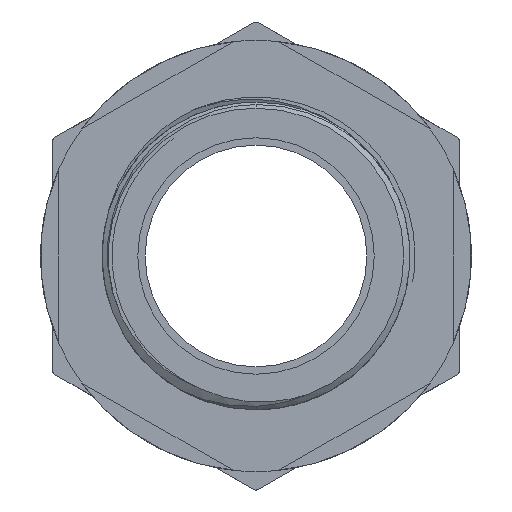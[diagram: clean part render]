
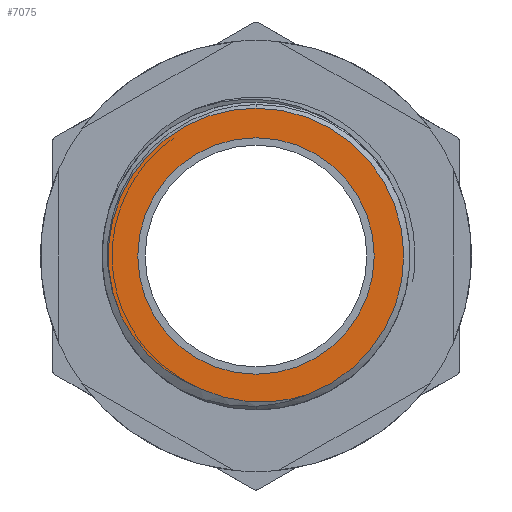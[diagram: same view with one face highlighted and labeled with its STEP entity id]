
A CAD part, front view. The second image highlights one B-rep face of the part: STEP entity #7075.
In plain terms, the highlighted planar face has unit normal (0, -1, 0).
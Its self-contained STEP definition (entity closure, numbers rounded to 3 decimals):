
#229 = CARTESIAN_POINT ( 'NONE',  ( 1.709, -10., -11.791 ) ) ;
#230 = CARTESIAN_POINT ( 'NONE',  ( -10.97, -10., -4.863 ) ) ;
#246 = VERTEX_POINT ( 'NONE', #9291 ) ;
#711 = VERTEX_POINT ( 'NONE', #6870 ) ;
#952 = DIRECTION ( 'NONE',  ( 0., -1., 0. ) ) ;
#958 = FACE_OUTER_BOUND ( 'NONE', #14192, .T. ) ;
#1378 = CARTESIAN_POINT ( 'NONE',  ( -4.162, -10., -10.942 ) ) ;
#1430 = CARTESIAN_POINT ( 'NONE',  ( 3.544, -10., -11.462 ) ) ;
#1432 = CARTESIAN_POINT ( 'NONE',  ( -10.629, -10., -5.526 ) ) ;
#1832 = CARTESIAN_POINT ( 'NONE',  ( 0., -10., 0. ) ) ;
#2426 = CIRCLE ( 'NONE', #3041, 12. ) ;
#2518 = CARTESIAN_POINT ( 'NONE',  ( -4.505, -10., -10.784 ) ) ;
#2613 = CARTESIAN_POINT ( 'NONE',  ( -10.028, -10., -6.481 ) ) ;
#2984 = DIRECTION ( 'NONE',  ( 0., 0., -1. ) ) ;
#3041 = AXIS2_PLACEMENT_3D ( 'NONE', #12505, #5713, #13604 ) ;
#3328 = CIRCLE ( 'NONE', #10615, 12. ) ;
#3741 = CARTESIAN_POINT ( 'NONE',  ( -3.103, -10., -11.33 ) ) ;
#3792 = CARTESIAN_POINT ( 'NONE',  ( -8.86, -10., -7.935 ) ) ;
#4335 = ORIENTED_EDGE ( 'NONE', *, *, #8598, .T. ) ;
#4799 = CARTESIAN_POINT ( 'NONE',  ( 0., -10., 9.6 ) ) ;
#4911 = CARTESIAN_POINT ( 'NONE',  ( -1.645, -10., -11.704 ) ) ;
#4967 = CARTESIAN_POINT ( 'NONE',  ( -7.156, -10., -9.405 ) ) ;
#5338 = VERTEX_POINT ( 'NONE', #8152 ) ;
#5683 = EDGE_CURVE ( 'NONE', #246, #9715, #7941, .T. ) ;
#5713 = DIRECTION ( 'NONE',  ( 0., -1., 0. ) ) ;
#6004 = ORIENTED_EDGE ( 'NONE', *, *, #5683, .F. ) ;
#6013 = EDGE_LOOP ( 'NONE', ( #6004, #11480 ) ) ;
#6096 = CARTESIAN_POINT ( 'NONE',  ( 0.209, -10., -11.862 ) ) ;
#6098 = CARTESIAN_POINT ( 'NONE',  ( -10.808, -10., -5.198 ) ) ;
#6146 = CARTESIAN_POINT ( 'NONE',  ( -5.212, -10., -10.518 ) ) ;
#6378 = EDGE_CURVE ( 'NONE', #9715, #246, #7019, .T. ) ;
#6845 = CARTESIAN_POINT ( 'NONE',  ( 0., -10., 0. ) ) ;
#6870 = CARTESIAN_POINT ( 'NONE',  ( 0., -10., 12. ) ) ;
#6883 = ORIENTED_EDGE ( 'NONE', *, *, #14370, .T. ) ;
#6985 = ORIENTED_EDGE ( 'NONE', *, *, #9392, .T. ) ;
#7019 = CIRCLE ( 'NONE', #11218, 9.6 ) ;
#7025 = PLANE ( 'NONE',  #8421 ) ;
#7028 = B_SPLINE_CURVE_WITH_KNOTS ( 'NONE', 3,
 ( #230, #6098, #1432, #9596, #2613, #10679, #3792, #11806, #4967, #12905, #6146, #14014 ),
 .UNSPECIFIED., .F., .F.,
 ( 4, 2, 2, 2, 2, 4 ),
 ( 0.005, 0.006, 0.007, 0.009, 0.011, 0.014 ),
 .UNSPECIFIED. ) ;
#7075 = ADVANCED_FACE ( 'NONE', ( #12128, #958 ), #7025, .F. ) ;
#7264 = VERTEX_POINT ( 'NONE', #13064 ) ;
#7279 = CARTESIAN_POINT ( 'NONE',  ( 1.333, -10., -11.827 ) ) ;
#7941 = CIRCLE ( 'NONE', #8793, 9.6 ) ;
#7967 = CARTESIAN_POINT ( 'NONE',  ( 0., -10., 0. ) ) ;
#8002 = DIRECTION ( 'NONE',  ( 0., 0., -1. ) ) ;
#8152 = CARTESIAN_POINT ( 'NONE',  ( 4.251, -10., -11.222 ) ) ;
#8192 = DIRECTION ( 'NONE',  ( 0., 0., 1. ) ) ;
#8421 = AXIS2_PLACEMENT_3D ( 'NONE', #11518, #14837, #8192 ) ;
#8442 = CARTESIAN_POINT ( 'NONE',  ( 2.82, -10., -11.634 ) ) ;
#8598 = EDGE_CURVE ( 'NONE', #711, #9345, #2426, .T. ) ;
#8793 = AXIS2_PLACEMENT_3D ( 'NONE', #1832, #9943, #2984 ) ;
#9141 = DIRECTION ( 'NONE',  ( 0., 0., 1. ) ) ;
#9291 = CARTESIAN_POINT ( 'NONE',  ( 0., -10., -9.6 ) ) ;
#9345 = VERTEX_POINT ( 'NONE', #14729 ) ;
#9392 = EDGE_CURVE ( 'NONE', #7264, #5338, #11247, .T. ) ;
#9595 = CARTESIAN_POINT ( 'NONE',  ( 4.251, -10., -11.222 ) ) ;
#9596 = CARTESIAN_POINT ( 'NONE',  ( -10.239, -10., -6.167 ) ) ;
#9715 = VERTEX_POINT ( 'NONE', #4799 ) ;
#9943 = DIRECTION ( 'NONE',  ( 0., -1., 0. ) ) ;
#10328 = ORIENTED_EDGE ( 'NONE', *, *, #12873, .T. ) ;
#10615 = AXIS2_PLACEMENT_3D ( 'NONE', #7967, #952, #9141 ) ;
#10632 = CARTESIAN_POINT ( 'NONE',  ( -3.813, -10., -11.083 ) ) ;
#10679 = CARTESIAN_POINT ( 'NONE',  ( -9.357, -10., -7.382 ) ) ;
#11218 = AXIS2_PLACEMENT_3D ( 'NONE', #6845, #14666, #8002 ) ;
#11247 = B_SPLINE_CURVE_WITH_KNOTS ( 'NONE', 3,
 ( #2518, #1378, #10632, #3741, #11751, #4911, #12856, #6096, #13964, #7279, #229, #8442, #1430, #9595 ),
 .UNSPECIFIED., .F., .F.,
 ( 4, 2, 2, 2, 2, 2, 4 ),
 ( 0., 0.001, 0.002, 0.005, 0.006, 0.007, 0.009 ),
 .UNSPECIFIED. ) ;
#11480 = ORIENTED_EDGE ( 'NONE', *, *, #6378, .F. ) ;
#11518 = CARTESIAN_POINT ( 'NONE',  ( 0., -10., 0. ) ) ;
#11751 = CARTESIAN_POINT ( 'NONE',  ( -2.741, -10., -11.437 ) ) ;
#11806 = CARTESIAN_POINT ( 'NONE',  ( -7.762, -10., -8.946 ) ) ;
#12128 = FACE_BOUND ( 'NONE', #6013, .T. ) ;
#12505 = CARTESIAN_POINT ( 'NONE',  ( 0., -10., 0. ) ) ;
#12856 = CARTESIAN_POINT ( 'NONE',  ( -0.907, -10., -11.809 ) ) ;
#12873 = EDGE_CURVE ( 'NONE', #5338, #711, #3328, .T. ) ;
#12905 = CARTESIAN_POINT ( 'NONE',  ( -5.883, -10., -10.189 ) ) ;
#13064 = CARTESIAN_POINT ( 'NONE',  ( -4.505, -10., -10.784 ) ) ;
#13604 = DIRECTION ( 'NONE',  ( 0., 0., 1. ) ) ;
#13964 = CARTESIAN_POINT ( 'NONE',  ( 0.583, -10., -11.862 ) ) ;
#14014 = CARTESIAN_POINT ( 'NONE',  ( -4.505, -10., -10.784 ) ) ;
#14192 = EDGE_LOOP ( 'NONE', ( #10328, #4335, #6883, #6985 ) ) ;
#14370 = EDGE_CURVE ( 'NONE', #9345, #7264, #7028, .T. ) ;
#14666 = DIRECTION ( 'NONE',  ( 0., -1., 0. ) ) ;
#14729 = CARTESIAN_POINT ( 'NONE',  ( -10.97, -10., -4.863 ) ) ;
#14837 = DIRECTION ( 'NONE',  ( 0., 1., 0. ) ) ;
